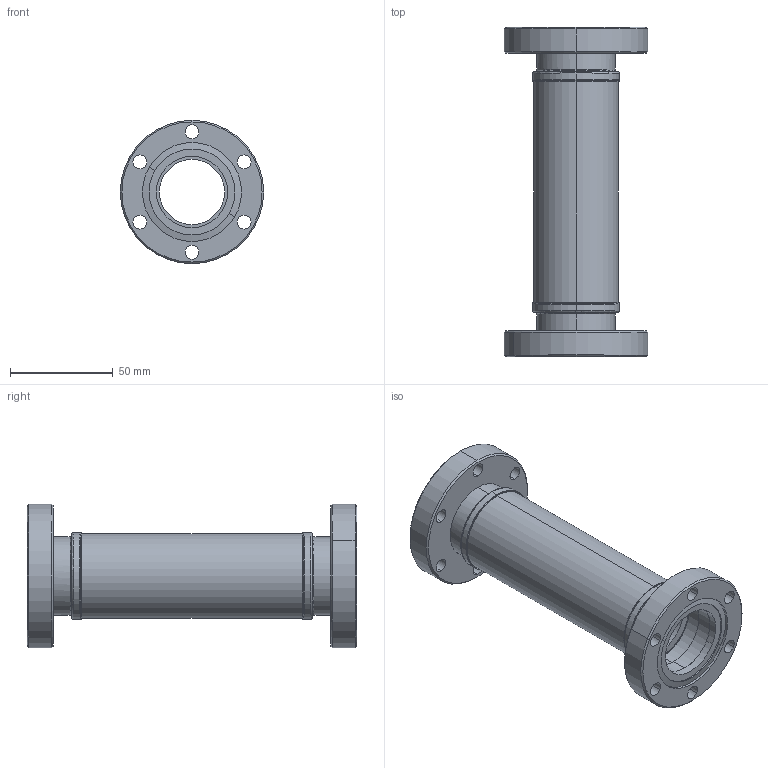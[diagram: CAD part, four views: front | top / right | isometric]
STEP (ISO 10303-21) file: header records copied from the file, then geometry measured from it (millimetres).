
FILE_DESCRIPTION (( 'STEP AP203' ), '1' );
FILE_NAME ('A0595-3-CF.STEP', '2011-10-05T19:08:09', ( '' ), ( '' ), 'SwSTEP 2.0', 'SolidWorks 2011', '' );
FILE_SCHEMA (( 'CONFIG_CONTROL_DESIGN' ));
Length unit declared in the file: inch
Products named in the file (1): A0595-3-CF
Bounding box: 69.85 x 160.55 x 69.85 mm (x, y, z)
Volume: 127948.1 mm3; surface area: 63933.4 mm2
Topology: 1 solids, 1 shells, 171 faces, 418 edges, 268 vertices
Faces by surface type: cylinder 78, cone 40, bspline 32, plane 21
Entity records: 6467 total; most frequent: CARTESIAN_POINT 2202, DIRECTION 966, ORIENTED_EDGE 836, AXIS2_PLACEMENT_3D 424, EDGE_CURVE 418, CIRCLE 284, VERTEX_POINT 268, EDGE_LOOP 216
